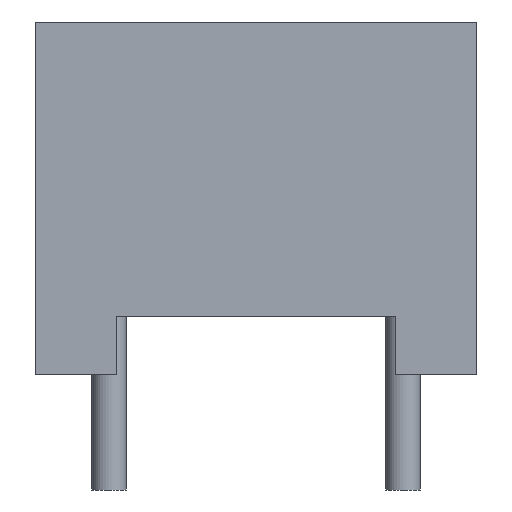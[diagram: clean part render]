
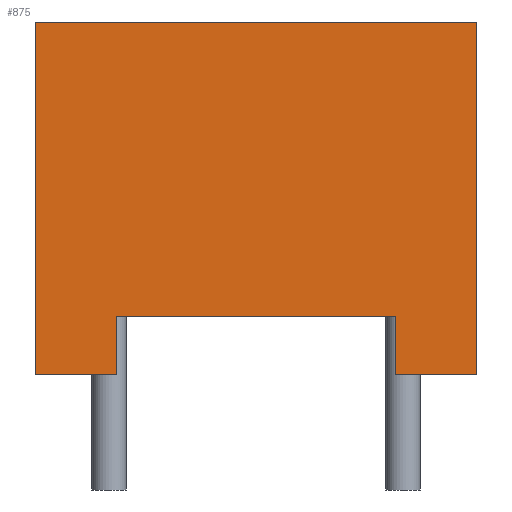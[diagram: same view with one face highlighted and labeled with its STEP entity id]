
A CAD part, front view. The second image highlights one B-rep face of the part: STEP entity #875.
In plain terms, the highlighted planar face has unit normal (0, -1, 0).
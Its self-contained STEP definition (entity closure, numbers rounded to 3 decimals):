
#4 = LINE ( 'NONE', #10, #2144 ) ;
#7 = LINE ( 'NONE', #8, #2318 ) ;
#8 = CARTESIAN_POINT ( 'NONE',  ( 0., 0., -6.09 ) ) ;
#9 = DIRECTION ( 'NONE',  ( 1., 0., 0. ) ) ;
#10 = CARTESIAN_POINT ( 'NONE',  ( 6.22, 0., -6.09 ) ) ;
#11 = DIRECTION ( 'NONE',  ( 0., 0., 1. ) ) ;
#12 = LINE ( 'NONE', #14, #2277 ) ;
#14 = CARTESIAN_POINT ( 'NONE',  ( 1.4, 0., -6.09 ) ) ;
#15 = DIRECTION ( 'NONE',  ( 0., 0., -1. ) ) ;
#93 = LINE ( 'NONE', #99, #2407 ) ;
#99 = CARTESIAN_POINT ( 'NONE',  ( 0., 0., -6.09 ) ) ;
#100 = DIRECTION ( 'NONE',  ( 0., 0., 1. ) ) ;
#155 = LINE ( 'NONE', #156, #2044 ) ;
#156 = CARTESIAN_POINT ( 'NONE',  ( 0., 0., 0. ) ) ;
#157 = DIRECTION ( 'NONE',  ( 1., 0., 0. ) ) ;
#240 = ORIENTED_EDGE ( 'NONE', *, *, #735, .F. ) ;
#241 = ORIENTED_EDGE ( 'NONE', *, *, #931, .F. ) ;
#242 = ORIENTED_EDGE ( 'NONE', *, *, #734, .F. ) ;
#243 = ORIENTED_EDGE ( 'NONE', *, *, #733, .T. ) ;
#244 = ORIENTED_EDGE ( 'NONE', *, *, #789, .T. ) ;
#245 = ORIENTED_EDGE ( 'NONE', *, *, #718, .F. ) ;
#246 = ORIENTED_EDGE ( 'NONE', *, *, #752, .F. ) ;
#247 = ORIENTED_EDGE ( 'NONE', *, *, #813, .T. ) ;
#338 = CARTESIAN_POINT ( 'NONE',  ( 1.4, 0., -5.08 ) ) ;
#485 = VERTEX_POINT ( 'NONE', #338 ) ;
#486 = VERTEX_POINT ( 'NONE', #1120 ) ;
#603 = VERTEX_POINT ( 'NONE', #1123 ) ;
#718 = EDGE_CURVE ( 'NONE', #1512, #1622, #155, .T. ) ;
#733 = EDGE_CURVE ( 'NONE', #1517, #1511, #7, .T. ) ;
#734 = EDGE_CURVE ( 'NONE', #1517, #486, #4, .T. ) ;
#735 = EDGE_CURVE ( 'NONE', #485, #987, #12, .T. ) ;
#752 = EDGE_CURVE ( 'NONE', #603, #1512, #93, .T. ) ;
#789 = EDGE_CURVE ( 'NONE', #1511, #1622, #1157, .T. ) ;
#813 = EDGE_CURVE ( 'NONE', #603, #987, #1753, .T. ) ;
#875 = ADVANCED_FACE ( 'NONE', ( #2971 ), #2977, .T. ) ;
#931 = EDGE_CURVE ( 'NONE', #486, #485, #1407, .T. ) ;
#987 = VERTEX_POINT ( 'NONE', #2615 ) ;
#1120 = CARTESIAN_POINT ( 'NONE',  ( 6.22, 0., -5.08 ) ) ;
#1123 = CARTESIAN_POINT ( 'NONE',  ( 0., 0., -6.09 ) ) ;
#1156 = CARTESIAN_POINT ( 'NONE',  ( 7.62, 0., -6.09 ) ) ;
#1157 = LINE ( 'NONE', #1156, #2026 ) ;
#1174 = DIRECTION ( 'NONE',  ( 0., 0., 1. ) ) ;
#1407 = LINE ( 'NONE', #1408, #2357 ) ;
#1408 = CARTESIAN_POINT ( 'NONE',  ( 1.4, 0., -5.08 ) ) ;
#1409 = DIRECTION ( 'NONE',  ( -1., 0., 0. ) ) ;
#1511 = VERTEX_POINT ( 'NONE', #2624 ) ;
#1512 = VERTEX_POINT ( 'NONE', #2621 ) ;
#1517 = VERTEX_POINT ( 'NONE', #2627 ) ;
#1622 = VERTEX_POINT ( 'NONE', #2711 ) ;
#1637 = EDGE_LOOP ( 'NONE', ( #240, #241, #242, #243, #244, #245, #246, #247 ) ) ;
#1753 = LINE ( 'NONE', #1754, #1994 ) ;
#1754 = CARTESIAN_POINT ( 'NONE',  ( 0., 0., -6.09 ) ) ;
#1755 = DIRECTION ( 'NONE',  ( 1., 0., 0. ) ) ;
#1994 = VECTOR ( 'NONE', #1755, 1000. ) ;
#2026 = VECTOR ( 'NONE', #1174, 1000. ) ;
#2044 = VECTOR ( 'NONE', #157, 1000. ) ;
#2087 = AXIS2_PLACEMENT_3D ( 'NONE', #2990, #2991, #2992 ) ;
#2144 = VECTOR ( 'NONE', #11, 1000. ) ;
#2277 = VECTOR ( 'NONE', #15, 1000. ) ;
#2318 = VECTOR ( 'NONE', #9, 1000. ) ;
#2357 = VECTOR ( 'NONE', #1409, 1000. ) ;
#2407 = VECTOR ( 'NONE', #100, 1000. ) ;
#2615 = CARTESIAN_POINT ( 'NONE',  ( 1.4, 0., -6.09 ) ) ;
#2621 = CARTESIAN_POINT ( 'NONE',  ( 0., 0., 0. ) ) ;
#2624 = CARTESIAN_POINT ( 'NONE',  ( 7.62, 0., -6.09 ) ) ;
#2627 = CARTESIAN_POINT ( 'NONE',  ( 6.22, 0., -6.09 ) ) ;
#2711 = CARTESIAN_POINT ( 'NONE',  ( 7.62, 0., 0. ) ) ;
#2971 = FACE_OUTER_BOUND ( 'NONE', #1637, .T. ) ;
#2977 = PLANE ( 'NONE',  #2087 ) ;
#2990 = CARTESIAN_POINT ( 'NONE',  ( 0., 0., -6.09 ) ) ;
#2991 = DIRECTION ( 'NONE',  ( 0., -1., 0. ) ) ;
#2992 = DIRECTION ( 'NONE',  ( 0., 0., -1. ) ) ;
